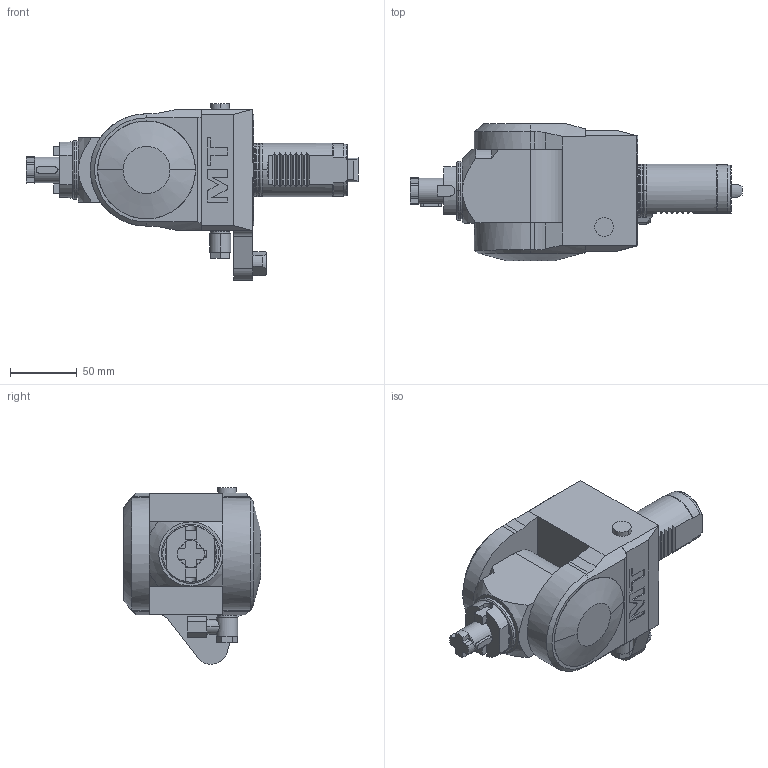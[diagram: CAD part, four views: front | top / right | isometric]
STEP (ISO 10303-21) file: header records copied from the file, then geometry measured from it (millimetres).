
FILE_DESCRIPTION((''),'2;1');
FILE_NAME('MZK0590519_CONF','2025-01-08T14:58:07',('fpalella'),('M.T. srl'),'CREO PARAMETRIC BY PTC INC, 2023352','CREO PARAMETRIC BY PTC INC, 2023352','');
FILE_SCHEMA(('CONFIG_CONTROL_DESIGN'));
Length unit declared in the file: millimetre
Products named in the file (1): MZK0590519_CONF
Bounding box: 248.05 x 102.7 x 131.98 mm (x, y, z)
Volume: 986322.7 mm3; surface area: 88926.4 mm2
Topology: 1 solids, 1 shells, 371 faces, 947 edges, 609 vertices
Faces by surface type: plane 219, cylinder 101, cone 26, torus 19, extrusion 4, sphere 2
Entity records: 12030 total; most frequent: CARTESIAN_POINT 2980, ORIENTED_EDGE 1894, DIRECTION 1850, EDGE_CURVE 947, AXIS2_PLACEMENT_3D 647, VERTEX_POINT 609, VECTOR 556, LINE 552
